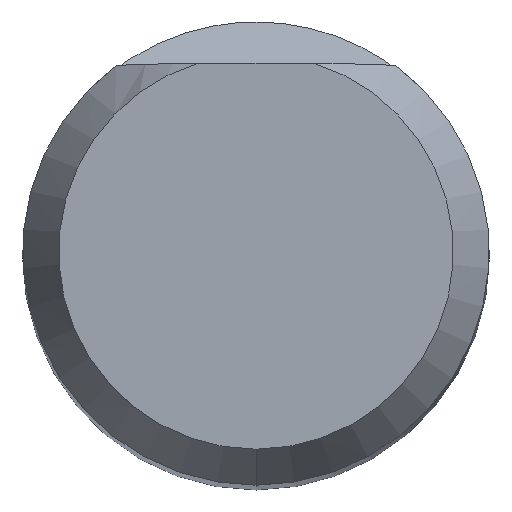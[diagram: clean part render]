
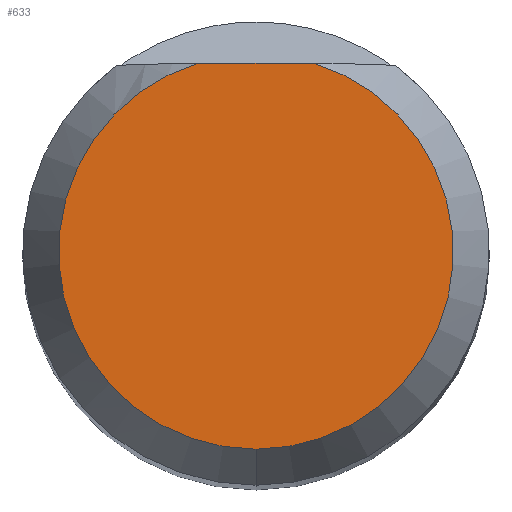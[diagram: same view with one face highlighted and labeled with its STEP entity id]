
A CAD part, top view. The second image highlights one B-rep face of the part: STEP entity #633.
In plain terms, the highlighted planar face has unit normal (0, 0, 1).
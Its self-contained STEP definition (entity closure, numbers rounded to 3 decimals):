
#453=EDGE_CURVE('',#805,#651,#1030,.T.);
#575=VERTEX_POINT('',#1163);
#633=ADVANCED_FACE('',(#1226),#1227,.T.);
#651=VERTEX_POINT('',#1248);
#699=EDGE_CURVE('',#805,#575,#1301,.T.);
#711=EDGE_CURVE('',#575,#651,#1314,.T.);
#805=VERTEX_POINT('',#1413);
#1030=LINE('',#3332,#3333);
#1163=CARTESIAN_POINT('',(0.,-2.538,0.0));
#1226=FACE_OUTER_BOUND('',#5157,.T.);
#1227=PLANE('',#5158);
#1248=CARTESIAN_POINT('',(-0.738,2.429,0.0));
#1301=CIRCLE('',#5900,2.538);
#1314=CIRCLE('',#5936,2.538);
#1413=CARTESIAN_POINT('',(0.738,2.429,0.0));
#3332=CARTESIAN_POINT('',(-1.5,2.429,0.0));
#3333=VECTOR('',#7646,1.0);
#5157=EDGE_LOOP('',(#7826,#7827,#7828));
#5158=AXIS2_PLACEMENT_3D('',#7829,#7830,#7831);
#5900=AXIS2_PLACEMENT_3D('',#7931,#7932,#7933);
#5936=AXIS2_PLACEMENT_3D('',#7942,#7943,#7944);
#7646=DIRECTION('',(-1.0,0.0,0.0));
#7826=ORIENTED_EDGE('',*,*,#453,.T.);
#7827=ORIENTED_EDGE('',*,*,#711,.F.);
#7828=ORIENTED_EDGE('',*,*,#699,.F.);
#7829=CARTESIAN_POINT('',(0.0,1.269,0.0));
#7830=DIRECTION('',(-0.0,0.0,1.0));
#7831=DIRECTION('',(0.0,-1.0,0.0));
#7931=CARTESIAN_POINT('',(0.0,0.0,0.0));
#7932=DIRECTION('',(0.0,0.0,-1.0));
#7933=DIRECTION('',(0.0,1.0,0.0));
#7942=CARTESIAN_POINT('',(0.0,0.0,0.0));
#7943=DIRECTION('',(0.0,0.0,-1.0));
#7944=DIRECTION('',(0.0,1.0,0.0));
